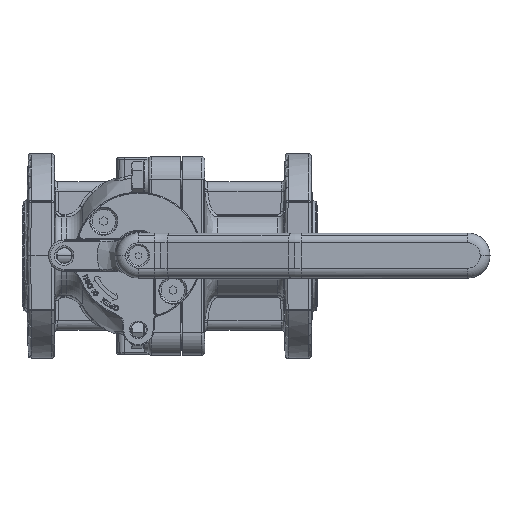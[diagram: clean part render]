
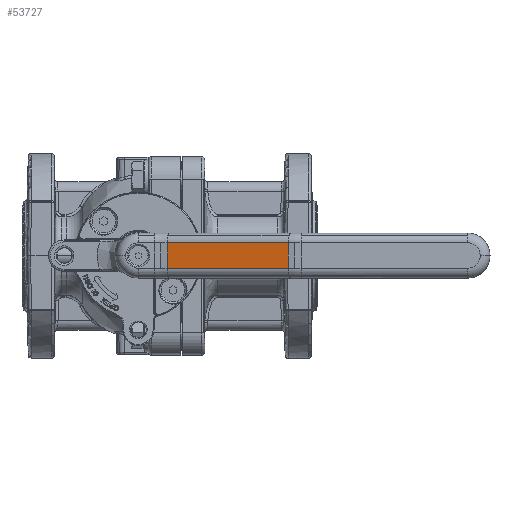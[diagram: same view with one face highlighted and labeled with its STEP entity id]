
A CAD part, top view. The second image highlights one B-rep face of the part: STEP entity #53727.
In plain terms, the highlighted planar face has unit normal (-0.214, 0, 0.977).
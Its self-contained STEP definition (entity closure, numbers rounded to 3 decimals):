
#52873=CARTESIAN_POINT('',(14.671,6.5,133.275));
#52874=VERTEX_POINT('',#52873);
#52927=CARTESIAN_POINT('',(76.829,6.5,146.886));
#52928=VERTEX_POINT('',#52927);
#52929=CARTESIAN_POINT('',(14.671,6.5,133.275));
#52930=DIRECTION('',(0.977,-0.,0.214));
#52931=VECTOR('',#52930,63.631);
#52932=LINE('',#52929,#52931);
#52933=EDGE_CURVE('',#52874,#52928,#52932,.T.);
#53589=CARTESIAN_POINT('',(76.829,-6.5,146.886));
#53590=VERTEX_POINT('',#53589);
#53643=CARTESIAN_POINT('',(14.671,-6.5,133.275));
#53644=VERTEX_POINT('',#53643);
#53645=CARTESIAN_POINT('',(76.829,-6.5,146.886));
#53646=DIRECTION('',(-0.977,0.,-0.214));
#53647=VECTOR('',#53646,63.631);
#53648=LINE('',#53645,#53647);
#53649=EDGE_CURVE('',#53590,#53644,#53648,.T.);
#53706=CARTESIAN_POINT('',(11.5,-0.,132.581));
#53707=DIRECTION('',(0.214,-0.,-0.977));
#53708=DIRECTION('',(0.977,-0.,0.214));
#53709=AXIS2_PLACEMENT_3D('',#53706,#53707,#53708);
#53710=PLANE('',#53709);
#53711=ORIENTED_EDGE('',*,*,#52933,.F.);
#53712=CARTESIAN_POINT('',(14.671,-6.5,133.275));
#53713=DIRECTION('',(0.,1.,0.));
#53714=VECTOR('',#53713,13.);
#53715=LINE('',#53712,#53714);
#53716=EDGE_CURVE('',#53644,#52874,#53715,.T.);
#53717=ORIENTED_EDGE('',*,*,#53716,.F.);
#53718=ORIENTED_EDGE('',*,*,#53649,.F.);
#53719=CARTESIAN_POINT('',(76.829,6.5,146.886));
#53720=DIRECTION('',(-0.,-1.,-0.));
#53721=VECTOR('',#53720,13.);
#53722=LINE('',#53719,#53721);
#53723=EDGE_CURVE('',#52928,#53590,#53722,.T.);
#53724=ORIENTED_EDGE('',*,*,#53723,.F.);
#53725=EDGE_LOOP('',(#53711,#53717,#53718,#53724));
#53726=FACE_BOUND('',#53725,.T.);
#53727=ADVANCED_FACE('',(#53726),#53710,.F.);
